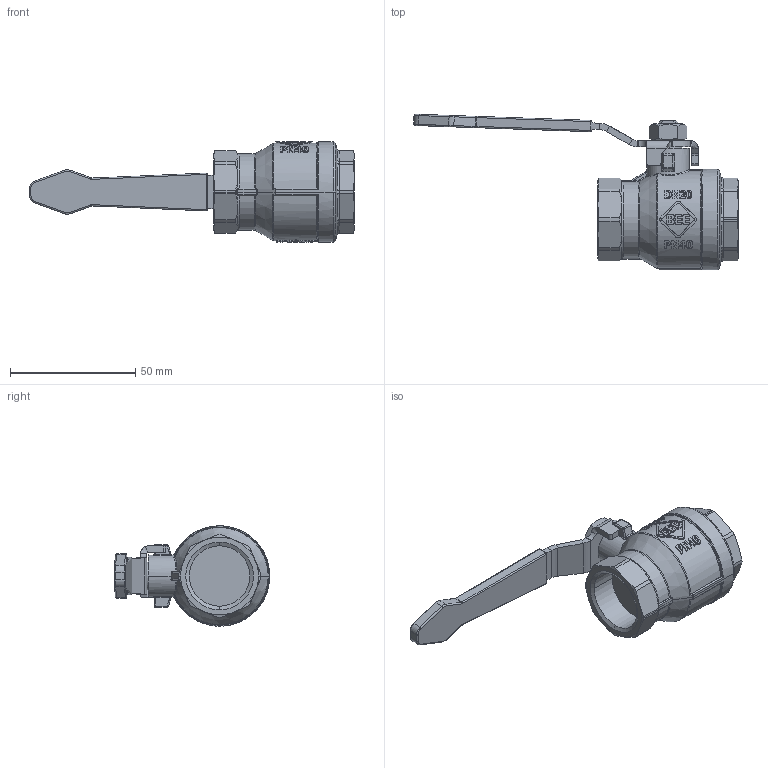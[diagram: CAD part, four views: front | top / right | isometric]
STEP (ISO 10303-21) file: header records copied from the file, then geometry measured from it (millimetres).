
FILE_DESCRIPTION(('STEP AP214'),'1');
FILE_NAME('valve_990-3_4.stp','2018-06-13T09:21:25',('TraceParts'),('TraceParts S.A.'),'Spatial InterOp 3D',' ',' ');
FILE_SCHEMA(('automotive_design'));
Length unit declared in the file: millimetre
Products named in the file (1): valve_990-3_4
Bounding box: 129.46 x 62.01 x 40 mm (x, y, z)
Volume: 55283.2 mm3; surface area: 15534.9 mm2
Topology: 1 solids, 1 shells, 1092 faces, 2845 edges, 1822 vertices
Faces by surface type: plane 452, bspline 381, cylinder 207, cone 52
Entity records: 49086 total; most frequent: CARTESIAN_POINT 16470, ORIENTED_EDGE 5654, DIRECTION 3747, EDGE_CURVE 2827, VERTEX_POINT 1822, LINE 1409, VECTOR 1409, EDGE_LOOP 1177
